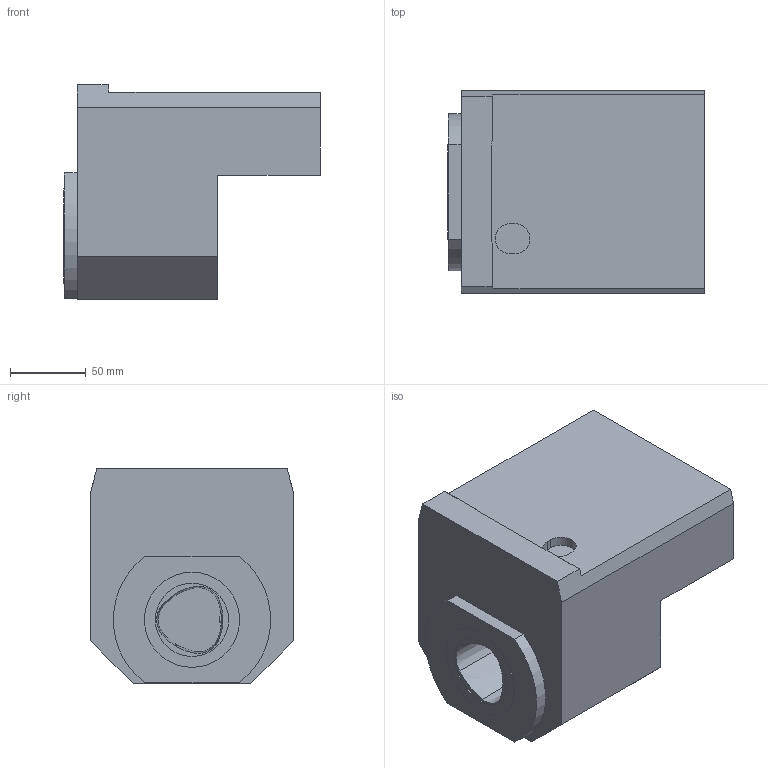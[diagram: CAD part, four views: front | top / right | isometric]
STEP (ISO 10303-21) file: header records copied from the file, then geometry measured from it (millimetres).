
FILE_DESCRIPTION(/* description */ (''),/* implementation_level */ '2;1');
FILE_NAME(/* name */ '1528894848032.stp',/* time_stamp */ '2018-06-13T15:00:53+02:00',/* author */ (''),/* organization */ ('SMS'),/* preprocessor_version */ 'ST-DEVELOPER v15',/* originating_system */ 'SIEMENS PLM Software NX 8.5',/* authorisation */ '');
FILE_SCHEMA (('AUTOMOTIVE_DESIGN { 1 0 10303 214 3 1 1 1 }'));
Length unit declared in the file: millimetre
Products named in the file (1): 200838965mod000_01
Bounding box: 170 x 134 x 142 mm (x, y, z)
Volume: 2152810.4 mm3; surface area: 117201 mm2
Topology: 1 solids, 1 shells, 43 faces, 108 edges, 73 vertices
Faces by surface type: plane 28, cylinder 9, cone 6
Full cylindrical faces by diameter (mm): 4 x1, 48.5 x1, 63 x1
Entity records: 1362 total; most frequent: CARTESIAN_POINT 276, DIRECTION 226, ORIENTED_EDGE 204, EDGE_CURVE 102, AXIS2_PLACEMENT_3D 78, LINE 70, VECTOR 70, VERTEX_POINT 70
